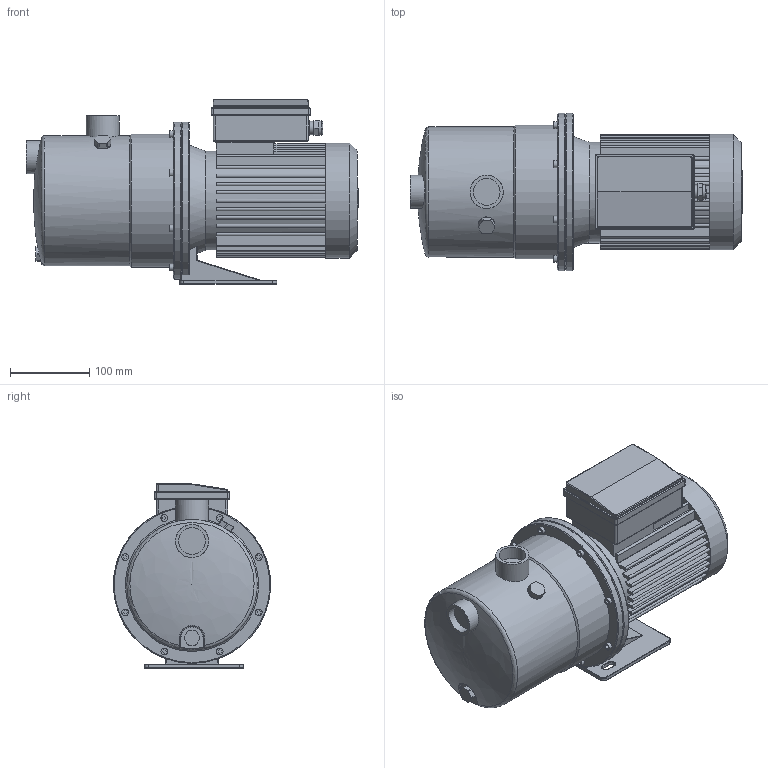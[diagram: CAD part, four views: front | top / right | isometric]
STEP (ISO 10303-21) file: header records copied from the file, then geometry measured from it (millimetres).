
FILE_DESCRIPTION(/* description */ (''),/* implementation_level */ '2;1');
FILE_NAME(/* name */ '3d_JetWJ204XEM-4143999.stp',/* time_stamp */ '2016-11-28T15:11:46+01:00',/* author */ ('Andrzej'),/* organization */ (''),/* preprocessor_version */ 'ST-DEVELOPER v15.5',/* originating_system */ 'AutoCAD Mechanical',/* authorisation */ '');
FILE_SCHEMA (('AUTOMOTIVE_DESIGN { 1 0 10303 214 3 1 1 }'));
Length unit declared in the file: millimetre
Products named in the file (1): Product
Bounding box: 418 x 198 x 232 mm (x, y, z)
Volume: 8084949.3 mm3; surface area: 510429.3 mm2
Topology: 8 solids, 8 shells, 501 faces, 1278 edges, 822 vertices
Faces by surface type: plane 301, cylinder 124, bspline 36, torus 25, cone 15
Full cylindrical faces by diameter (mm): 8.5 x8, 17 x1, 18 x1, 21 x1, 33.7 x2, 41.7 x2, 125 x1, 145 x1, 164 x1, 168 x1, 198 x1
Entity records: 15949 total; most frequent: CARTESIAN_POINT 3883, ORIENTED_EDGE 2486, DIRECTION 2457, EDGE_CURVE 1243, AXIS2_PLACEMENT_3D 830, VERTEX_POINT 815, LINE 797, VECTOR 797
